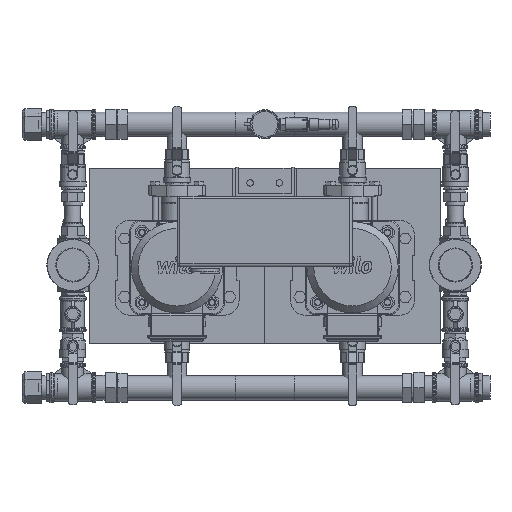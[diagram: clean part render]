
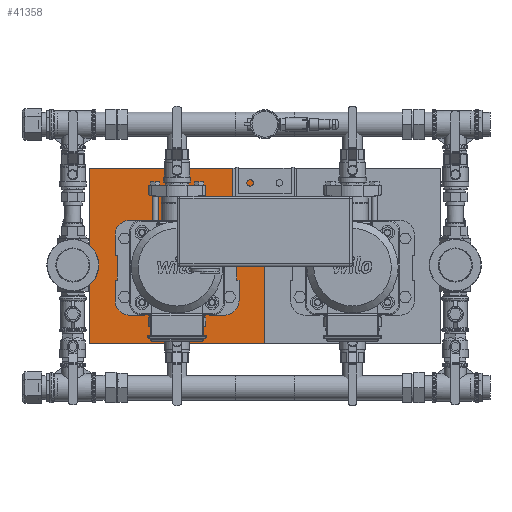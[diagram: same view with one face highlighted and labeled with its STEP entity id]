
A CAD part, top view. The second image highlights one B-rep face of the part: STEP entity #41358.
In plain terms, the highlighted planar face has unit normal (0, 0, 1).
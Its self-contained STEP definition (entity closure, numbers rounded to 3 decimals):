
#4152=FACE_OUTER_BOUND('',#6871,.T.);
#6871=EDGE_LOOP('',(#27777,#27778,#27779,#27780));
#10218=LINE('',#61416,#13975);
#10239=LINE('',#61458,#13996);
#10241=LINE('',#61462,#13998);
#10242=LINE('',#61463,#13999);
#13975=VECTOR('',#48695,1.);
#13996=VECTOR('',#48726,10.);
#13998=VECTOR('',#48730,10.);
#13999=VECTOR('',#48731,10.);
#17732=VERTEX_POINT('',#61414);
#17733=VERTEX_POINT('',#61415);
#17749=VERTEX_POINT('',#61457);
#17750=VERTEX_POINT('',#61461);
#21792=EDGE_CURVE('',#17732,#17733,#10218,.T.);
#21813=EDGE_CURVE('',#17749,#17733,#10239,.T.);
#21815=EDGE_CURVE('',#17750,#17732,#10241,.T.);
#21816=EDGE_CURVE('',#17750,#17749,#10242,.T.);
#27777=ORIENTED_EDGE('',*,*,#21792,.F.);
#27778=ORIENTED_EDGE('',*,*,#21815,.F.);
#27779=ORIENTED_EDGE('',*,*,#21816,.T.);
#27780=ORIENTED_EDGE('',*,*,#21813,.T.);
#39657=PLANE('',#44216);
#41358=ADVANCED_FACE('',(#4152),#39657,.T.);
#44216=AXIS2_PLACEMENT_3D('',#61460,#48728,#48729);
#48695=DIRECTION('',(0.,-1.,0.));
#48726=DIRECTION('',(1.,0.,0.));
#48728=DIRECTION('center_axis',(0.,0.,1.));
#48729=DIRECTION('ref_axis',(0.,-1.,0.));
#48730=DIRECTION('',(1.,0.,0.));
#48731=DIRECTION('',(0.,-1.,0.));
#61414=CARTESIAN_POINT('',(300.,150.,50.));
#61415=CARTESIAN_POINT('',(300.,-150.,50.));
#61416=CARTESIAN_POINT('',(300.,0.,50.));
#61457=CARTESIAN_POINT('',(0.,-150.,50.));
#61458=CARTESIAN_POINT('',(300.,-150.,50.));
#61460=CARTESIAN_POINT('Origin',(300.,0.,50.));
#61461=CARTESIAN_POINT('',(0.,150.,50.));
#61462=CARTESIAN_POINT('',(300.,150.,50.));
#61463=CARTESIAN_POINT('',(0.,0.,50.));
